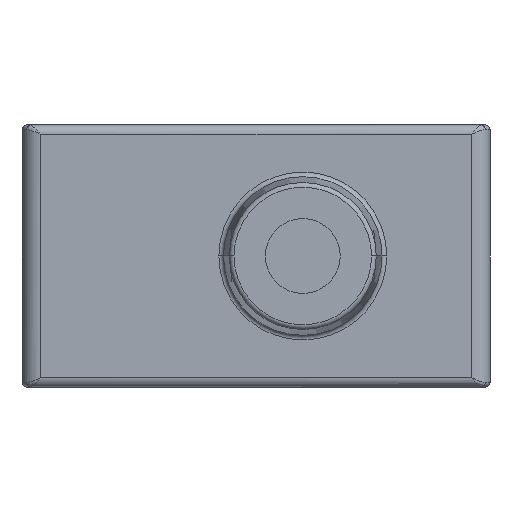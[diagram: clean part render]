
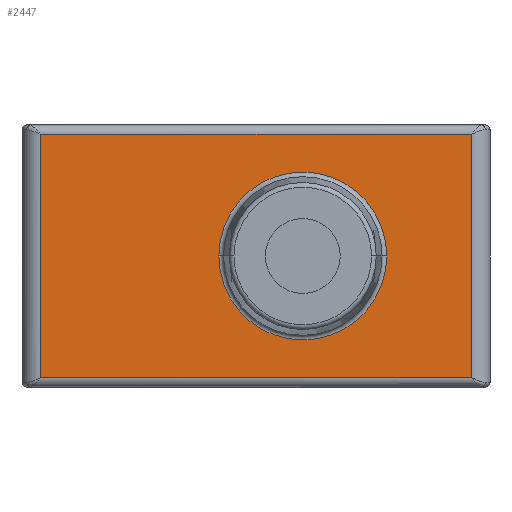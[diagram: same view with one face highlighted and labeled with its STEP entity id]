
A CAD part, front view. The second image highlights one B-rep face of the part: STEP entity #2447.
In plain terms, the highlighted planar face has unit normal (0, -1, 0).
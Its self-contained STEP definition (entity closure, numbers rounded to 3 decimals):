
#138=CARTESIAN_POINT('',(15.,0.,0.));
#139=DIRECTION('',(0.,-1.,0.));
#140=DIRECTION('',(1.,0.,0.));
#141=AXIS2_PLACEMENT_3D('',#138,#139,#140);
#143=CARTESIAN_POINT('',(15.,0.,0.));
#144=DIRECTION('',(0.,-1.,0.));
#145=DIRECTION('',(-1.,0.,0.));
#146=AXIS2_PLACEMENT_3D('',#143,#144,#145);
#148=DIRECTION('',(1.,0.,0.));
#149=VECTOR('',#148,23.);
#150=CARTESIAN_POINT('',(1.,0.,6.5));
#151=LINE('',#150,#149);
#152=DIRECTION('',(0.,0.,-1.));
#153=VECTOR('',#152,13.);
#154=CARTESIAN_POINT('',(24.,0.,6.5));
#155=LINE('',#154,#153);
#156=DIRECTION('',(-1.,0.,0.));
#157=VECTOR('',#156,23.);
#158=CARTESIAN_POINT('',(24.,0.,-6.5));
#159=LINE('',#158,#157);
#160=DIRECTION('',(0.,0.,-1.));
#161=VECTOR('',#160,13.);
#162=CARTESIAN_POINT('',(1.,0.,6.5));
#163=LINE('',#162,#161);
#2070=CARTESIAN_POINT('',(1.,0.,6.5));
#2071=CARTESIAN_POINT('',(24.,0.,6.5));
#2072=VERTEX_POINT('',#2070);
#2073=VERTEX_POINT('',#2071);
#2108=CARTESIAN_POINT('',(24.,0.,-6.5));
#2109=VERTEX_POINT('',#2108);
#2140=CARTESIAN_POINT('',(1.,0.,-6.5));
#2141=VERTEX_POINT('',#2140);
#2174=CARTESIAN_POINT('',(19.485,0.,0.));
#2175=CARTESIAN_POINT('',(10.515,0.,0.));
#2176=VERTEX_POINT('',#2174);
#2177=VERTEX_POINT('',#2175);
#2427=CARTESIAN_POINT('',(0.,0.,-7.));
#2428=DIRECTION('',(0.,-1.,0.));
#2429=DIRECTION('',(1.,0.,0.));
#2430=AXIS2_PLACEMENT_3D('',#2427,#2428,#2429);
#2431=PLANE('',#2430);
#2432=ORIENTED_EDGE('',*,*,#2417,.T.);
#2434=ORIENTED_EDGE('',*,*,#2433,.T.);
#2436=ORIENTED_EDGE('',*,*,#2435,.T.);
#2438=ORIENTED_EDGE('',*,*,#2437,.F.);
#2439=EDGE_LOOP('',(#2432,#2434,#2436,#2438));
#2440=FACE_OUTER_BOUND('',#2439,.F.);
#2442=ORIENTED_EDGE('',*,*,#2441,.T.);
#2444=ORIENTED_EDGE('',*,*,#2443,.T.);
#2445=EDGE_LOOP('',(#2442,#2444));
#2446=FACE_BOUND('',#2445,.F.);
#2447=ADVANCED_FACE('',(#2440,#2446),#2431,.T.);
#142=CIRCLE('',#141,4.485);
#147=CIRCLE('',#146,4.485);
#2417=EDGE_CURVE('',#2072,#2073,#151,.T.);
#2433=EDGE_CURVE('',#2073,#2109,#155,.T.);
#2435=EDGE_CURVE('',#2109,#2141,#159,.T.);
#2437=EDGE_CURVE('',#2072,#2141,#163,.T.);
#2441=EDGE_CURVE('',#2176,#2177,#142,.T.);
#2443=EDGE_CURVE('',#2177,#2176,#147,.T.);
